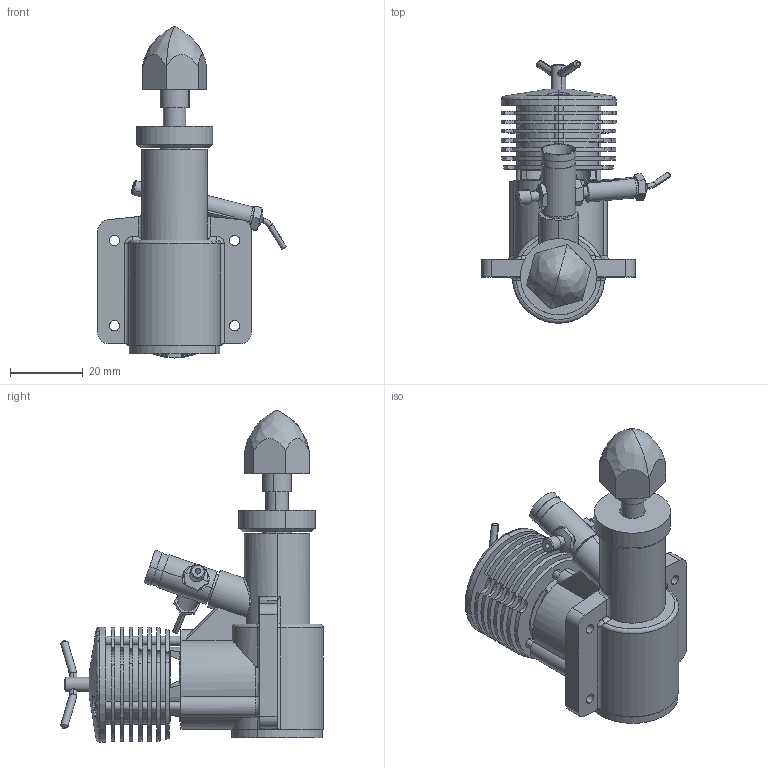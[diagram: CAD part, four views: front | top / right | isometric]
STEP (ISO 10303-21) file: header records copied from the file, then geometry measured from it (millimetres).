
FILE_DESCRIPTION (( 'STEP AP214' ), '1' );
FILE_NAME ('Paw 19 CT3.STEP', '2013-09-16T17:32:28', ( '' ), ( '' ), 'SwSTEP 2.0', 'SolidWorks 2013', '' );
FILE_SCHEMA (( 'AUTOMOTIVE_DESIGN' ));
Length unit declared in the file: millimetre
Products named in the file (21): Paw 19 CT3 Piston-1; Paw 19 CT3 Back plate-1; Paw 19 CT3 Cylinder head-1; Paw CT3 Crankshaft-1; Paw 19 CT3 Liner-1; Paw 19 CT3 Crankshaft sleeve bearing-1; Paw 19 CT3 Crankcase-1; Paw 19 CT3 NVA-1; Paw 19 CT3 NVA Nut-1; Paw 19 CT3 NVA Needle-1; Paw 19 CT3 NVA Needle Body-1; Paw 19 CT3 NVA Body-1; Paw 19 CT3 Pin-1; Paw 19 CT3 Prop Spinner-1; Paw 19 CT3; Paw 19 CT3 Venturi-1; Paw 19 CT3 Screw PanHd M2-5x4-12mm-1; Paw 19 CT3 Compression Screw-1; Paw 19 CT3 Prop driver-1; Paw 19 CT3 Compression head-1; Paw 19 CT3 Conrod-1
Assembly tree (22 placements, depth 3):
  Paw 19 CT3
    Paw 19 CT3 NVA-1
      Paw 19 CT3 NVA Body-1
      Paw 19 CT3 NVA Needle Body-1
      Paw 19 CT3 NVA Needle-1
      Paw 19 CT3 NVA Nut-1
    Paw 19 CT3 Crankcase-1
    Paw 19 CT3 Crankshaft sleeve bearing-1
    Paw 19 CT3 Liner-1
    Paw CT3 Crankshaft-1
    Paw 19 CT3 Cylinder head-1
    Paw 19 CT3 Back plate-1
    Paw 19 CT3 Piston-1
    Paw 19 CT3 Conrod-1
    Paw 19 CT3 Compression head-1
    Paw 19 CT3 Prop driver-1
    Paw 19 CT3 Compression Screw-1
    Paw 19 CT3 Screw PanHd M2-5x4-12mm-1  x3
    Paw 19 CT3 Venturi-1
    Paw 19 CT3 Prop Spinner-1
    Paw 19 CT3 Pin-1
Bounding box: 51.79 x 72.14 x 91.25 mm (x, y, z)
Volume: 39854.8 mm3; surface area: 42830.8 mm2
Topology: 21 solids, 21 shells, 730 faces, 1962 edges, 1248 vertices
Faces by surface type: cylinder 329, plane 215, cone 104, torus 39, bspline 23, sphere 20
Entity records: 25161 total; most frequent: CARTESIAN_POINT 7173, DIRECTION 3724, ORIENTED_EDGE 3604, EDGE_CURVE 1802, AXIS2_PLACEMENT_3D 1554, VERTEX_POINT 1156, CIRCLE 879, EDGE_LOOP 768
